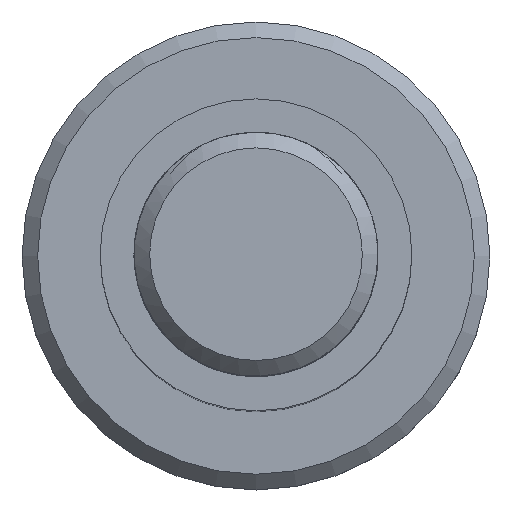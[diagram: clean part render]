
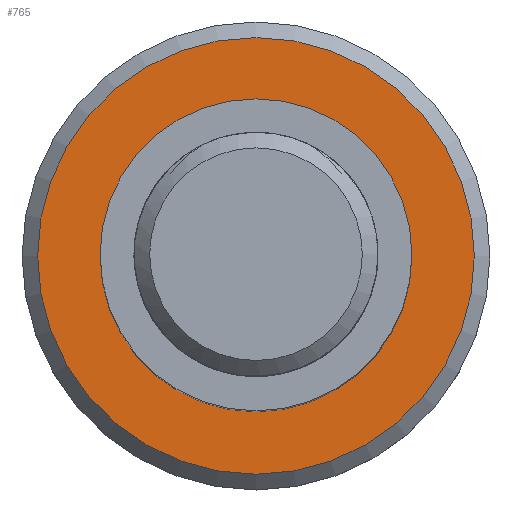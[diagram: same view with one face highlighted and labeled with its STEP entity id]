
A CAD part, top view. The second image highlights one B-rep face of the part: STEP entity #765.
In plain terms, the highlighted planar face has unit normal (0, 0, 1).
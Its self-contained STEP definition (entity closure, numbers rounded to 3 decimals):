
#21=FACE_BOUND('',#118,.T.);
#27=PLANE('',#836);
#69=FACE_OUTER_BOUND('',#117,.T.);
#117=EDGE_LOOP('',(#625));
#118=EDGE_LOOP('',(#626,#627));
#154=CIRCLE('',#835,3.5);
#155=CIRCLE('',#837,1.894);
#156=CIRCLE('',#838,1.894);
#353=VERTEX_POINT('',#2426);
#354=VERTEX_POINT('',#2430);
#355=VERTEX_POINT('',#2431);
#451=EDGE_CURVE('',#353,#353,#154,.T.);
#452=EDGE_CURVE('',#354,#355,#155,.T.);
#453=EDGE_CURVE('',#355,#354,#156,.T.);
#625=ORIENTED_EDGE('',*,*,#451,.F.);
#626=ORIENTED_EDGE('',*,*,#452,.T.);
#627=ORIENTED_EDGE('',*,*,#453,.T.);
#765=ADVANCED_FACE('',(#69,#21),#27,.F.);
#835=AXIS2_PLACEMENT_3D('',#2428,#969,#970);
#836=AXIS2_PLACEMENT_3D('',#2429,#971,#972);
#837=AXIS2_PLACEMENT_3D('',#2432,#973,#974);
#838=AXIS2_PLACEMENT_3D('',#2433,#975,#976);
#969=DIRECTION('center_axis',(0.,0.,-1.));
#970=DIRECTION('ref_axis',(-1.,0.,0.));
#971=DIRECTION('center_axis',(0.,0.,-1.));
#972=DIRECTION('ref_axis',(-1.,0.,0.));
#973=DIRECTION('center_axis',(0.,0.,-1.));
#974=DIRECTION('ref_axis',(-1.,0.,0.));
#975=DIRECTION('center_axis',(0.,0.,-1.));
#976=DIRECTION('ref_axis',(-1.,0.,0.));
#2426=CARTESIAN_POINT('',(3.5,0.,-10.));
#2428=CARTESIAN_POINT('Origin',(0.,0.,-10.));
#2429=CARTESIAN_POINT('Origin',(0.,0.,-10.));
#2430=CARTESIAN_POINT('',(-1.894,0.,-10.));
#2431=CARTESIAN_POINT('',(1.894,0.,-10.));
#2432=CARTESIAN_POINT('Origin',(0.,0.,-10.));
#2433=CARTESIAN_POINT('Origin',(0.,0.,-10.));
